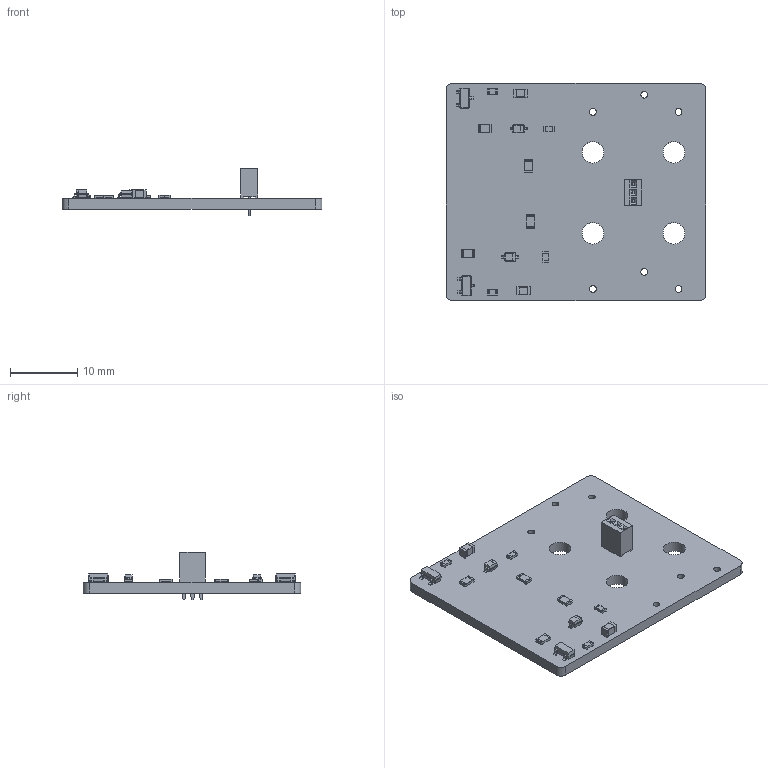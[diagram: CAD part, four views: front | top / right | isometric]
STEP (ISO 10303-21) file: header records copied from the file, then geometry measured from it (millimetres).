
FILE_DESCRIPTION(('KiCad electronic assembly'),'2;1');
FILE_NAME('Line Generator.step','2020-02-29T11:49:09',('An Author'),( 'A Company'),'Open CASCADE STEP processor 6.9', 'KiCad to STEP converter','Unknown');
FILE_SCHEMA(('AUTOMOTIVE_DESIGN { 1 0 10303 214 1 1 1 1 }'));
Length unit declared in the file: millimetre
Products named in the file (14): Open CASCADE STEP translator 6.9 1; D_SOD-323; SOLID; PinSocket_1x03_P1.27mm_Vertical; SOT-23; R_0805_2012Metric; R_0603_1608Metric; C_0805_2012Metric; COMPOUND
Assembly tree (22 placements, depth 3):
  Open CASCADE STEP translator 6.9 1
    D_SOD-323  x2
      SOLID
    PinSocket_1x03_P1.27mm_Vertical
      SOLID
    SOT-23  x2
      SOLID
    R_0805_2012Metric  x4
      SOLID
    R_0603_1608Metric  x4
      SOLID
    C_0805_2012Metric  x2
      SOLID
    COMPOUND
Bounding box: 38.5 x 32.25 x 7 mm (x, y, z)
Volume: 1988.4 mm3; surface area: 2980.9 mm2
Topology: 16 solids, 16 shells, 676 faces, 1687 edges, 1058 vertices
Faces by surface type: plane 425, cylinder 145, bspline 106
Full cylindrical faces by diameter (mm): 0.7 x3, 1 x6, 3.2 x4
Entity records: 24151 total; most frequent: CARTESIAN_POINT 4139, DIRECTION 3174, LINE 2194, VECTOR 2194, ORIENTED_EDGE 1742, PCURVE 1742, DEFINITIONAL_REPRESENTATION 1742, EDGE_CURVE 871
